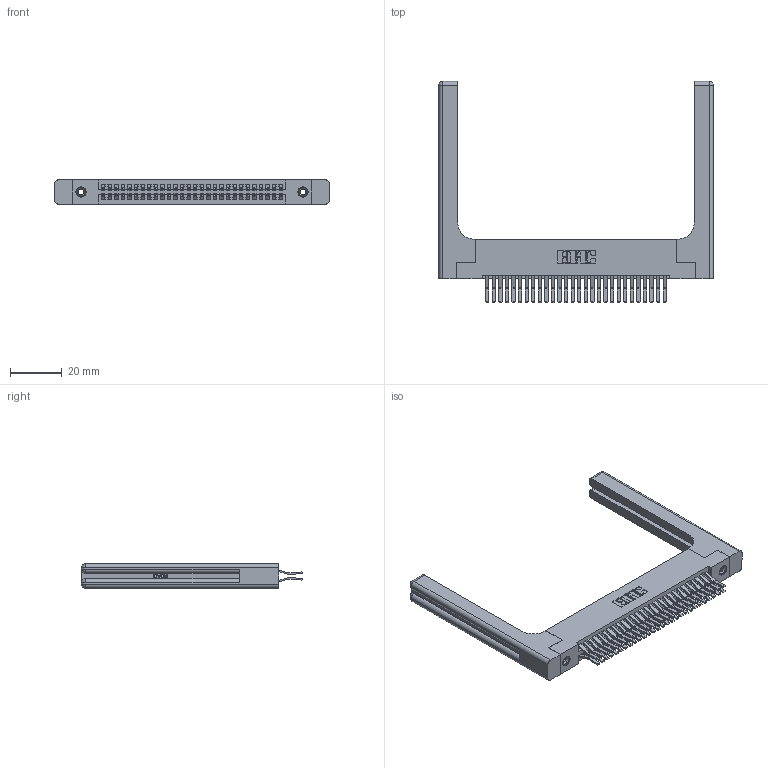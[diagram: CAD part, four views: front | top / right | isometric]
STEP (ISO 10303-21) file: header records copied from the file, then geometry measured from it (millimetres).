
FILE_DESCRIPTION (( 'STEP AP203' ), '1' );
FILE_NAME ('395-056-560-258.STEP', '2019-10-23T11:25:48', ( '' ), ( '' ), 'SwSTEP 2.0', 'SolidWorks 2016', '' );
FILE_SCHEMA (( 'CONFIG_CONTROL_DESIGN' ));
Length unit declared in the file: inch
Products named in the file (5): 345 Part_Flush Mounting Lugs - 0.156 Dia-TH; 345-292-001_560 Tail; 345-250-001_345-250-001-102; 345-220-058_345-220-058; 395-056-560-258
Assembly tree (61 placements, depth 2):
  395-056-560-258
    345 Part_Flush Mounting Lugs - 0.156 Dia-TH
    345-292-001_560 Tail  x56
    345-250-001_345-250-001-102  x2
    345-220-058_345-220-058  x2
Bounding box: 106.15 x 85.41 x 9.4 mm (x, y, z)
Volume: 19023.4 mm3; surface area: 21323.9 mm2
Topology: 61 solids, 61 shells, 3294 faces, 9687 edges, 6362 vertices
Faces by surface type: plane 2076, cylinder 1158, bspline 36, cone 12, sphere 8, torus 4
Entity records: 29124 total; most frequent: CARTESIAN_POINT 5889, ORIENTED_EDGE 4620, DIRECTION 4146, EDGE_CURVE 2310, VECTOR 1970, LINE 1970, VERTEX_POINT 1530, AXIS2_PLACEMENT_3D 1088
